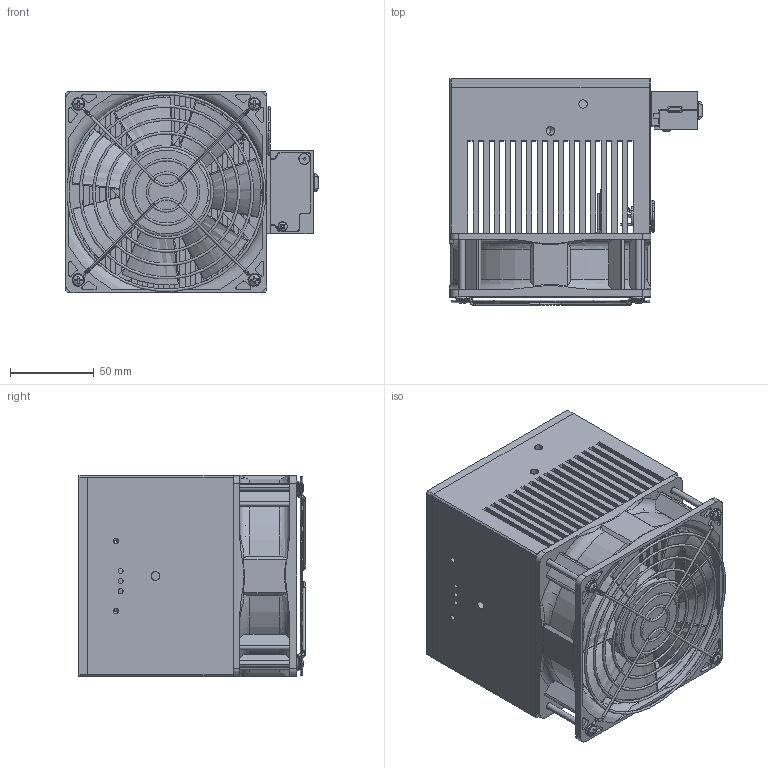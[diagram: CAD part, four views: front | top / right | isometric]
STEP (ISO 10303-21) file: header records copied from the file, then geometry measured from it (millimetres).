
FILE_DESCRIPTION (( 'STEP AP214' ), '1' );
FILE_NAME ('SK-9787 UP55G-600F-HD-BLU.STEP', '2018-01-04T16:33:25', ( '' ), ( '' ), 'SwSTEP 2.0', 'SolidWorks 2016', '' );
FILE_SCHEMA (( 'AUTOMOTIVE_DESIGN' ));
Length unit declared in the file: millimetre
Products named in the file (1): SK-9787 UP55G-600F-HD-BLU
Bounding box: 150.57 x 135.2 x 120 mm (x, y, z)
Volume: 1133947.9 mm3; surface area: 411648.2 mm2
Topology: 40 solids, 43 shells, 2322 faces, 6271 edges, 4064 vertices
Faces by surface type: plane 1002, cylinder 708, bspline 321, cone 172, torus 115, sphere 4
Entity records: 119858 total; most frequent: CARTESIAN_POINT 38623, ORIENTED_EDGE 12454, DIRECTION 10269, EDGE_CURVE 6227, VERTEX_POINT 4062, AXIS2_PLACEMENT_3D 3519, VECTOR 3231, LINE 3231
